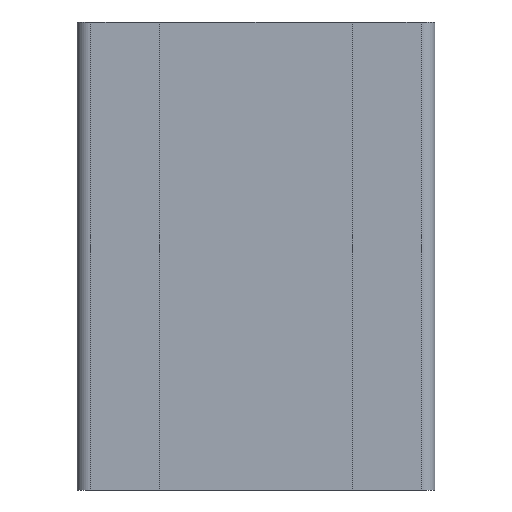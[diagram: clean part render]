
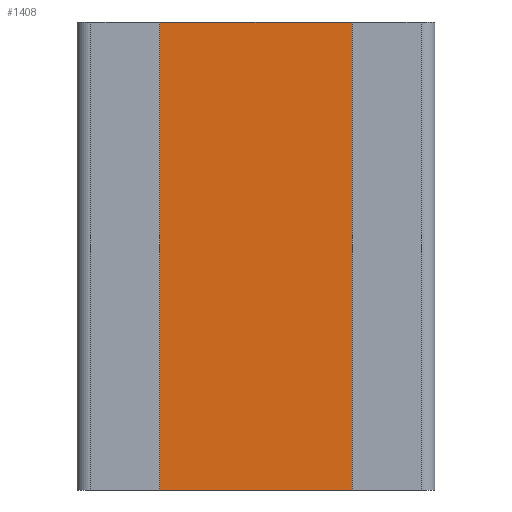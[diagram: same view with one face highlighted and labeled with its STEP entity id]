
A CAD part, front view. The second image highlights one B-rep face of the part: STEP entity #1408.
In plain terms, the highlighted planar face has unit normal (0, -1, 0).
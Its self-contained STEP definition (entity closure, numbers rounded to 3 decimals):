
#1261 = CARTESIAN_POINT ( 'NONE',  ( 0.35, 0., 0.85 ) ) ;
#1262 = VERTEX_POINT ( 'NONE', #1261 ) ;
#1263 = CARTESIAN_POINT ( 'NONE',  ( 0.35, 0., -0.85 ) ) ;
#1264 = VERTEX_POINT ( 'NONE', #1263 ) ;
#1265 = CARTESIAN_POINT ( 'NONE',  ( 0.35, 0., 0.85 ) ) ;
#1266 = DIRECTION ( 'NONE',  ( 0., 0., -1. ) ) ;
#1267 = VECTOR ( 'NONE', #1266, 1000. ) ;
#1268 = LINE ( 'NONE', #1265, #1267 ) ;
#1269 = EDGE_CURVE ( 'NONE', #1262, #1264, #1268, .T. ) ;
#1301 = CARTESIAN_POINT ( 'NONE',  ( -0.35, 0., -0.85 ) ) ;
#1302 = VERTEX_POINT ( 'NONE', #1301 ) ;
#1303 = CARTESIAN_POINT ( 'NONE',  ( -0.35, 0., -0.85 ) ) ;
#1304 = DIRECTION ( 'NONE',  ( -1., 0., 0. ) ) ;
#1305 = VECTOR ( 'NONE', #1304, 1000. ) ;
#1306 = LINE ( 'NONE', #1303, #1305 ) ;
#1307 = EDGE_CURVE ( 'NONE', #1264, #1302, #1306, .T. ) ;
#1332 = CARTESIAN_POINT ( 'NONE',  ( -0.35, 0., 0.85 ) ) ;
#1333 = VERTEX_POINT ( 'NONE', #1332 ) ;
#1334 = CARTESIAN_POINT ( 'NONE',  ( -0.35, 0., 0.85 ) ) ;
#1335 = DIRECTION ( 'NONE',  ( 0., 0., 1. ) ) ;
#1336 = VECTOR ( 'NONE', #1335, 1000. ) ;
#1337 = LINE ( 'NONE', #1334, #1336 ) ;
#1338 = EDGE_CURVE ( 'NONE', #1302, #1333, #1337, .T. ) ;
#1363 = CARTESIAN_POINT ( 'NONE',  ( -0.35, 0., 0.85 ) ) ;
#1364 = DIRECTION ( 'NONE',  ( 1., 0., 0. ) ) ;
#1365 = VECTOR ( 'NONE', #1364, 1000. ) ;
#1366 = LINE ( 'NONE', #1363, #1365 ) ;
#1367 = EDGE_CURVE ( 'NONE', #1333, #1262, #1366, .T. ) ;
#1397 = ORIENTED_EDGE ( 'NONE', *, *, #1269, .F. ) ;
#1398 = ORIENTED_EDGE ( 'NONE', *, *, #1367, .F. ) ;
#1399 = ORIENTED_EDGE ( 'NONE', *, *, #1338, .F. ) ;
#1400 = ORIENTED_EDGE ( 'NONE', *, *, #1307, .F. ) ;
#1401 = EDGE_LOOP ( 'NONE', ( #1397, #1398, #1399, #1400 ) ) ;
#1402 = FACE_OUTER_BOUND ( 'NONE', #1401, .T. ) ;
#1403 = CARTESIAN_POINT ( 'NONE',  ( 0., 0., 0. ) ) ;
#1404 = DIRECTION ( 'NONE',  ( 0., -1., 0. ) ) ;
#1405 = DIRECTION ( 'NONE',  ( 0., 0., -1. ) ) ;
#1406 = AXIS2_PLACEMENT_3D ( 'NONE', #1403, #1404, #1405 ) ;
#1407 = PLANE ( 'NONE', #1406 ) ;
#1408 = ADVANCED_FACE ( 'NONE', ( #1402 ), #1407, .T. ) ;
